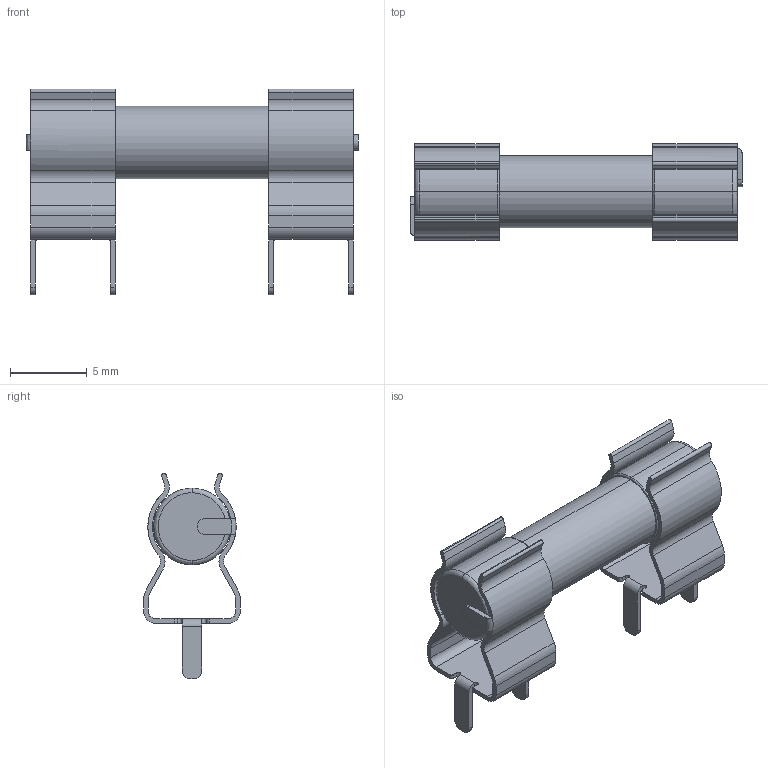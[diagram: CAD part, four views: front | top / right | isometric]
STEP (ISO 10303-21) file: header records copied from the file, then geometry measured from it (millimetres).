
FILE_DESCRIPTION (( 'STEP AP214' ), '1' );
FILE_NAME ('4.STEP', '2017-06-17T15:09:20', ( 'Charjie' ), ( 'Microsoft' ), 'SwSTEP 2.0', 'SolidWorks 2014', '' );
FILE_SCHEMA (( 'AUTOMOTIVE_DESIGN' ));
Length unit declared in the file: millimetre
Products named in the file (4): 4; FU_5x20; Designator227
Assembly tree (3 placements, depth 4):
  4
    Designator227
      FU_5x20
        FU_5x20
Bounding box: 21.6 x 6.3 x 13.37 mm (x, y, z)
Volume: 654.9 mm3; surface area: 1201.2 mm2
Topology: 2 solids, 2 shells, 178 faces, 480 edges, 308 vertices
Faces by surface type: cylinder 88, plane 80, bspline 10
Entity records: 7816 total; most frequent: CARTESIAN_POINT 1186, DIRECTION 1006, ORIENTED_EDGE 960, EDGE_CURVE 480, AXIS2_PLACEMENT_3D 368, VERTEX_POINT 308, VECTOR 270, LINE 270
